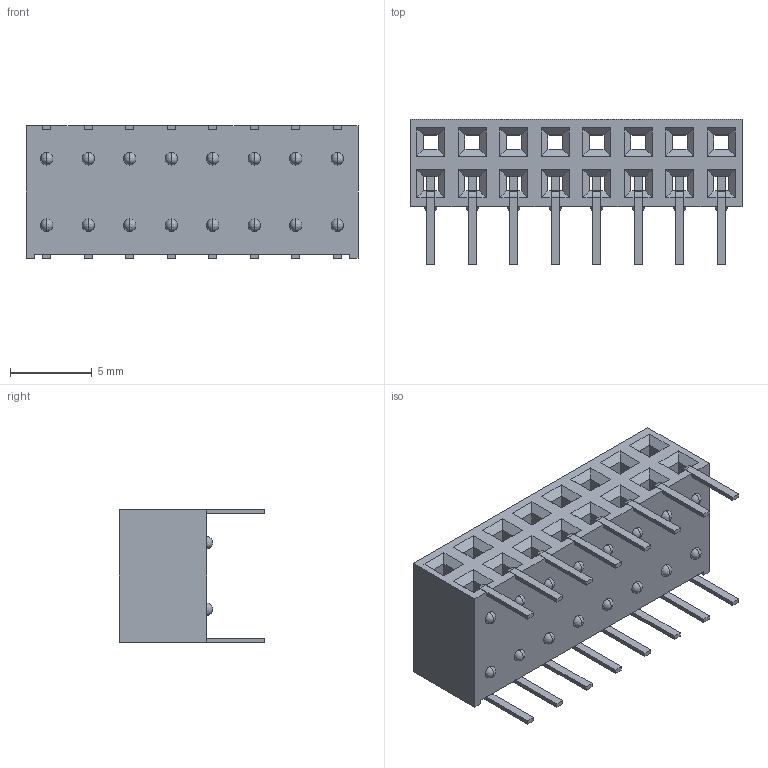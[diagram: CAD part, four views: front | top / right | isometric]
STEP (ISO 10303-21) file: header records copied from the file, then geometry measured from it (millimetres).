
FILE_DESCRIPTION (( 'STEP AP214' ), '1' );
FILE_NAME ('BCS_108_L_D_HE.STEP', '2021-03-30T12:11:55', ( '' ), ( '' ), 'SwSTEP 2.0', 'SolidWorks 2016', '' );
FILE_SCHEMA (( 'AUTOMOTIVE_DESIGN' ));
Length unit declared in the file: millimetre
Products named in the file (3): BCS_108_L_D_HE_3; BCS_108_L_D_HE_5; BCS_108_L_D_HE
Assembly tree (2 placements, depth 2):
  BCS_108_L_D_HE
    BCS_108_L_D_HE_3
    BCS_108_L_D_HE_5
Bounding box: 20.32 x 8.89 x 8.13 mm (x, y, z)
Volume: 785.6 mm3; surface area: 1441.6 mm2
Topology: 2 solids, 2 shells, 398 faces, 1176 edges, 720 vertices
Faces by surface type: plane 334, cylinder 32, sphere 32
Entity records: 17112 total; most frequent: CARTESIAN_POINT 2235, ORIENTED_EDGE 2224, DIRECTION 2030, EDGE_CURVE 1112, VECTOR 1000, LINE 1000, VERTEX_POINT 720, AXIS2_PLACEMENT_3D 515
